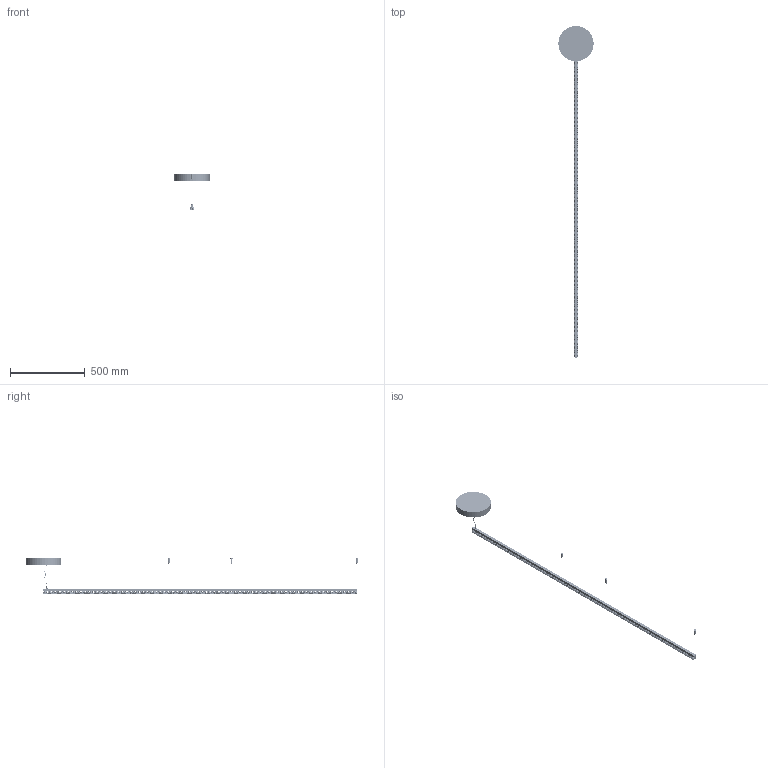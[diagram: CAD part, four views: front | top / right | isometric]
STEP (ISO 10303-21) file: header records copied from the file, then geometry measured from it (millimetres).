
FILE_DESCRIPTION(/* description */ (''),/* implementation_level */ '2;1');
FILE_NAME(/* name */ 'SOMNIUM STAND ALONE_2100 mm',/* time_stamp */ '2025-04-28T15:37:06+02:00',/* author */ (''),/* organization */ (''),/* preprocessor_version */ 'ST-DEVELOPER v16.5',/* originating_system */ 'Rhino 7.37',/* authorisation */ '');
FILE_SCHEMA (('AUTOMOTIVE_DESIGN'));
Length unit declared in the file: millimetre
Products named in the file (5): Document; Y104002274_A-CAVETTO SOSP.D.0.8 L_2000 MM; X306000048_--GUARNIZ.OR D.I.2_9 SP 1_78 TRST; 009859_--SOMNIUM LENTE LINEARE semplificata; X304000029_--BLOCCACAVO DINAMICO A SOFF.COMPL.NICH.
Assembly tree (24 placements, depth 2):
  Document
    Y104002274_A-CAVETTO SOSP.D.0.8 L_2000 MM  x4
    X306000048_--GUARNIZ.OR D.I.2_9 SP 1_78 TRST  x2
    009859_--SOMNIUM LENTE LINEARE semplificata  x15
    X304000029_--BLOCCACAVO DINAMICO A SOFF.COMPL.NICH.  x3
Bounding box: 235.16 x 2221.78 x 238.75 mm (x, y, z)
Volume: 2830086.4 mm3; surface area: 601021.7 mm2
Topology: 30 solids, 30 shells, 11499 faces, 31391 edges, 19957 vertices
Faces by surface type: bspline 8031, cylinder 2500, plane 968
Entity records: 45518 total; most frequent: CARTESIAN_POINT 30366, ORIENTED_EDGE 4720, EDGE_CURVE 2360, B_SPLINE_CURVE_WITH_KNOTS 1959, VERTEX_POINT 1499, EDGE_LOOP 935, ADVANCED_FACE 905, FACE_OUTER_BOUND 905
